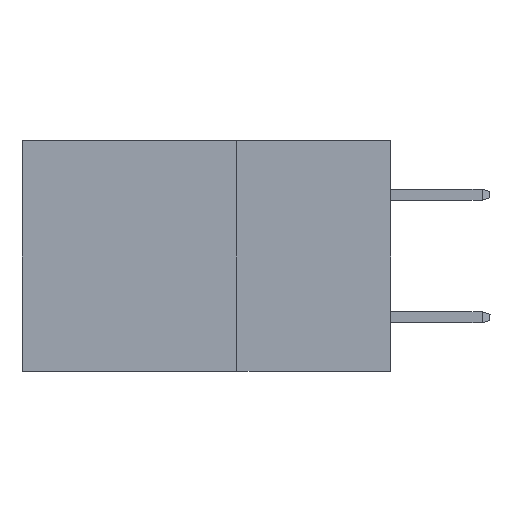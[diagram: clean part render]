
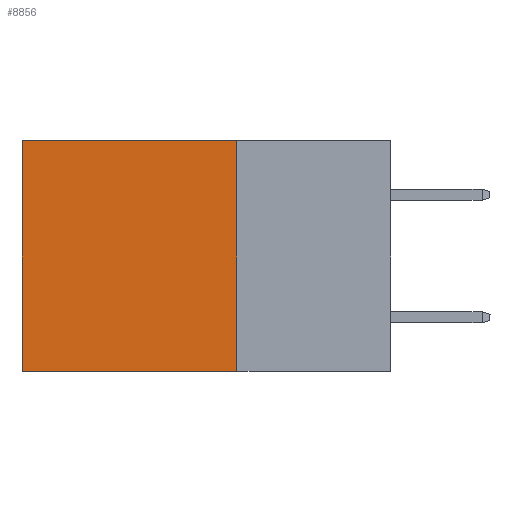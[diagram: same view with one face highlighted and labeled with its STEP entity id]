
A CAD part, left-side view. The second image highlights one B-rep face of the part: STEP entity #8856.
In plain terms, the highlighted planar face has unit normal (-1, 0, 0).
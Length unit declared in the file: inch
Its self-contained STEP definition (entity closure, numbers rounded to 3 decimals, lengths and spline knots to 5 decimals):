
#480 = LINE ( 'NONE', #10801, #15750 ) ;
#974 = ORIENTED_EDGE ( 'NONE', *, *, #1814, .F. ) ;
#1331 = LINE ( 'NONE', #17109, #15506 ) ;
#1650 = CARTESIAN_POINT ( 'NONE',  ( 0.2875, 0.6, -0.375 ) ) ;
#1814 = EDGE_CURVE ( 'NONE', #10890, #4661, #10017, .T. ) ;
#2513 = VERTEX_POINT ( 'NONE', #1650 ) ;
#2518 = EDGE_CURVE ( 'NONE', #18209, #2513, #16312, .T. ) ;
#4319 = CARTESIAN_POINT ( 'NONE',  ( 0.2875, 0.25, -0.375 ) ) ;
#4658 = ORIENTED_EDGE ( 'NONE', *, *, #12487, .T. ) ;
#4661 = VERTEX_POINT ( 'NONE', #4319 ) ;
#4734 = FACE_OUTER_BOUND ( 'NONE', #7299, .T. ) ;
#4852 = CARTESIAN_POINT ( 'NONE',  ( 0.2875, 0.6, -0.375 ) ) ;
#4877 = CARTESIAN_POINT ( 'NONE',  ( 0.2875, 0.6, 0. ) ) ;
#6123 = DIRECTION ( 'NONE',  ( 0., 1., 0. ) ) ;
#7299 = EDGE_LOOP ( 'NONE', ( #8827, #15415, #974, #4658 ) ) ;
#8827 = ORIENTED_EDGE ( 'NONE', *, *, #2518, .T. ) ;
#8856 = ADVANCED_FACE ( 'NONE', ( #4734 ), #11762, .F. ) ;
#10017 = LINE ( 'NONE', #18644, #18264 ) ;
#10207 = CARTESIAN_POINT ( 'NONE',  ( 0.2875, 0.25, -0.375 ) ) ;
#10801 = CARTESIAN_POINT ( 'NONE',  ( 0.2875, 0.25, 0. ) ) ;
#10890 = VERTEX_POINT ( 'NONE', #17930 ) ;
#11762 = PLANE ( 'NONE',  #17276 ) ;
#11822 = DIRECTION ( 'NONE',  ( 0., 0., -1. ) ) ;
#12487 = EDGE_CURVE ( 'NONE', #10890, #18209, #480, .T. ) ;
#14370 = VECTOR ( 'NONE', #20051, 39.37008 ) ;
#15097 = DIRECTION ( 'NONE',  ( 1., 0., 0. ) ) ;
#15415 = ORIENTED_EDGE ( 'NONE', *, *, #19394, .F. ) ;
#15506 = VECTOR ( 'NONE', #6123, 39.37008 ) ;
#15750 = VECTOR ( 'NONE', #17044, 39.37008 ) ;
#16312 = LINE ( 'NONE', #4852, #14370 ) ;
#16878 = DIRECTION ( 'NONE',  ( 0., 0., -1. ) ) ;
#17044 = DIRECTION ( 'NONE',  ( 0., 1., 0. ) ) ;
#17109 = CARTESIAN_POINT ( 'NONE',  ( 0.2875, 0.25, -0.375 ) ) ;
#17276 = AXIS2_PLACEMENT_3D ( 'NONE', #10207, #15097, #11822 ) ;
#17930 = CARTESIAN_POINT ( 'NONE',  ( 0.2875, 0.25, 0. ) ) ;
#18209 = VERTEX_POINT ( 'NONE', #4877 ) ;
#18264 = VECTOR ( 'NONE', #16878, 39.37008 ) ;
#18644 = CARTESIAN_POINT ( 'NONE',  ( 0.2875, 0.25, -0.375 ) ) ;
#19394 = EDGE_CURVE ( 'NONE', #4661, #2513, #1331, .T. ) ;
#20051 = DIRECTION ( 'NONE',  ( 0., 0., -1. ) ) ;
